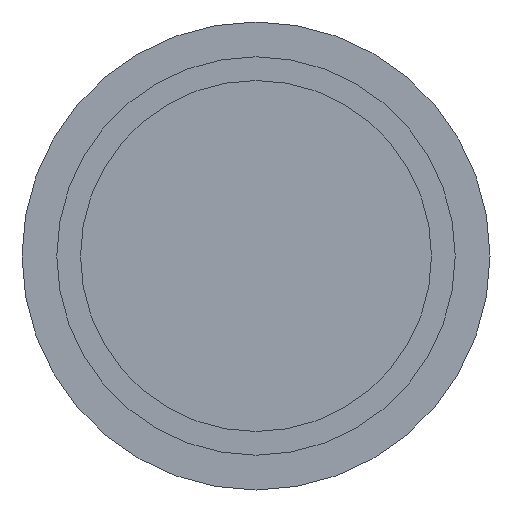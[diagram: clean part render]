
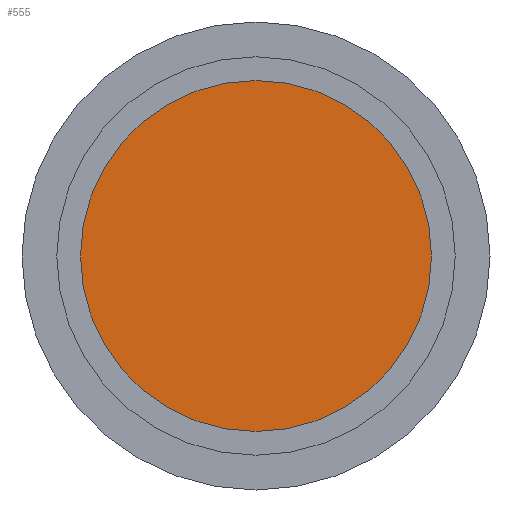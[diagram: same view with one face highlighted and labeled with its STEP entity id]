
A CAD part, front view. The second image highlights one B-rep face of the part: STEP entity #555.
In plain terms, the highlighted planar face has unit normal (0, -1, 0).
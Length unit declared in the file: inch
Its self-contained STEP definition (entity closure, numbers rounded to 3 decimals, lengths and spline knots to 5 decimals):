
#33 = AXIS2_PLACEMENT_3D ( 'NONE', #326, #327, #328 ) ;
#89 = CARTESIAN_POINT ( 'NONE',  ( 0., 0., 0.46875 ) ) ;
#105 = CARTESIAN_POINT ( 'NONE',  ( 0., 0., 0. ) ) ;
#106 = DIRECTION ( 'NONE',  ( 0., -1., 0. ) ) ;
#107 = DIRECTION ( 'NONE',  ( 0., 0., -1. ) ) ;
#108 = CARTESIAN_POINT ( 'NONE',  ( 0., 0., 0. ) ) ;
#112 = DIRECTION ( 'NONE',  ( 0., -1., 0. ) ) ;
#113 = DIRECTION ( 'NONE',  ( 0., 0., -1. ) ) ;
#325 = PLANE ( 'NONE',  #33 ) ;
#326 = CARTESIAN_POINT ( 'NONE',  ( 0., 0., 0. ) ) ;
#327 = DIRECTION ( 'NONE',  ( 0., -1., 0. ) ) ;
#328 = DIRECTION ( 'NONE',  ( 0., 0., -1. ) ) ;
#359 = CARTESIAN_POINT ( 'NONE',  ( 0., 0., -0.46875 ) ) ;
#463 = FACE_OUTER_BOUND ( 'NONE', #1009, .T. ) ;
#505 = ORIENTED_EDGE ( 'NONE', *, *, #524, .T. ) ;
#507 = ORIENTED_EDGE ( 'NONE', *, *, #526, .T. ) ;
#518 = VERTEX_POINT ( 'NONE', #89 ) ;
#524 = EDGE_CURVE ( 'NONE', #917, #518, #569, .T. ) ;
#526 = EDGE_CURVE ( 'NONE', #518, #917, #570, .T. ) ;
#555 = ADVANCED_FACE ( 'NONE', ( #463 ), #325, .T. ) ;
#569 = CIRCLE ( 'NONE', #823, 0.46875 ) ;
#570 = CIRCLE ( 'NONE', #821, 0.46875 ) ;
#821 = AXIS2_PLACEMENT_3D ( 'NONE', #108, #112, #113 ) ;
#823 = AXIS2_PLACEMENT_3D ( 'NONE', #105, #106, #107 ) ;
#917 = VERTEX_POINT ( 'NONE', #359 ) ;
#1009 = EDGE_LOOP ( 'NONE', ( #507, #505 ) ) ;
